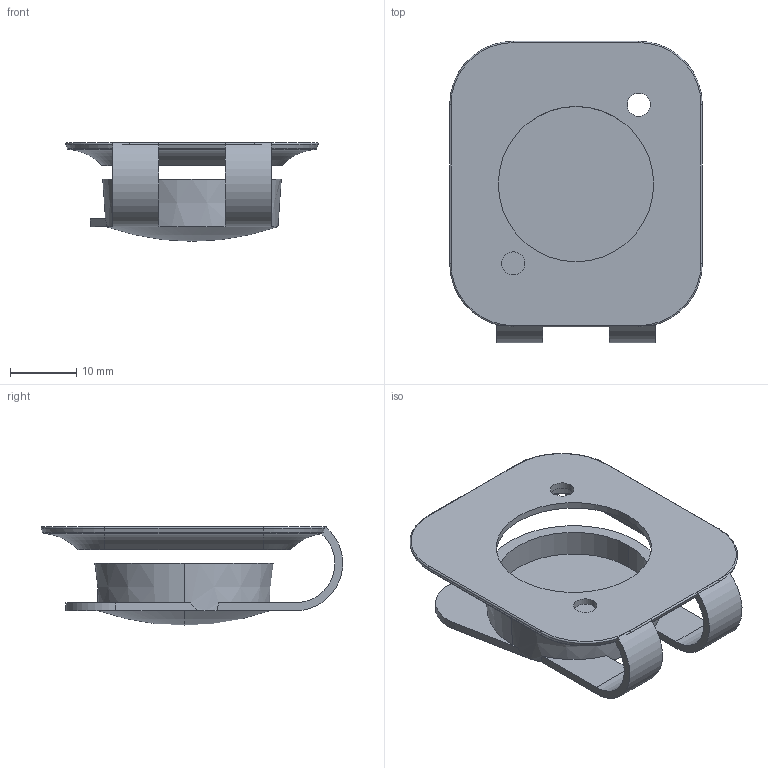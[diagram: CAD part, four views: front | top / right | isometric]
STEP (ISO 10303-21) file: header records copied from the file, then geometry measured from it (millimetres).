
FILE_DESCRIPTION((''),'2;1');
FILE_NAME('D-SCD-W','2014-04-01T',('noe'),(''),'PRO/ENGINEER BY PARAMETRIC TECHNOLOGY CORPORATION, 2013040','PRO/ENGINEER BY PARAMETRIC TECHNOLOGY CORPORATION, 2013040','');
FILE_SCHEMA(('AUTOMOTIVE_DESIGN_CC2 { 1 2 10303 214 -1 1 5 2 }'));
Length unit declared in the file: millimetre
Products named in the file (1): D-SCD-W
Bounding box: 38.2 x 45.59 x 14.9 mm (x, y, z)
Volume: 5094.1 mm3; surface area: 5778.6 mm2
Topology: 2 solids, 2 shells, 83 faces, 190 edges, 110 vertices
Faces by surface type: cylinder 33, plane 26, torus 16, cone 6, sphere 2
Entity records: 2565 total; most frequent: DIRECTION 450, CARTESIAN_POINT 409, ORIENTED_EDGE 376, COLOUR_RGB 209, EDGE_CURVE 188, AXIS2_PLACEMENT_3D 185, VERTEX_POINT 110, CIRCLE 102
